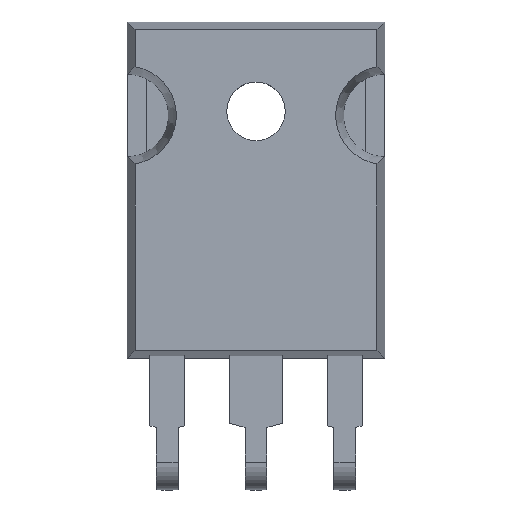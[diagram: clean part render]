
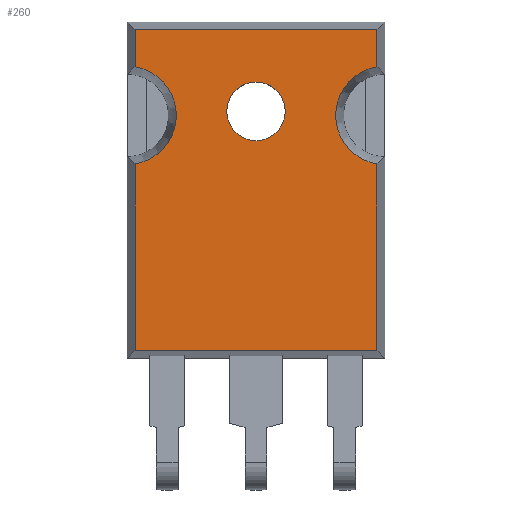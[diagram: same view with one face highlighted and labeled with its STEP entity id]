
A CAD part, top view. The second image highlights one B-rep face of the part: STEP entity #260.
In plain terms, the highlighted planar face has unit normal (0, 0, 1).
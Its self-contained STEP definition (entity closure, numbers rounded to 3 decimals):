
#260=ADVANCED_FACE('',(#1087,#1089),#1091,.T.);
#1087=FACE_BOUND('',#1088,.T.);
#1088=EDGE_LOOP('',(#1727,#1728,#1729,#1730,#1731,#1732,#1733,#1734));
#1089=FACE_BOUND('',#1090,.T.);
#1090=EDGE_LOOP('',(#1735));
#1091=PLANE('',#1092);
#1092=AXIS2_PLACEMENT_3D('',#1093,#1094,#1095);
#1093=CARTESIAN_POINT('',(0.,0.,5.3));
#1094=DIRECTION('',(0.,0.,1.));
#1095=DIRECTION('',(1.,0.,0.));
#1727=ORIENTED_EDGE('',*,*,#2143,.T.);
#1728=ORIENTED_EDGE('',*,*,#2139,.T.);
#1729=ORIENTED_EDGE('',*,*,#2144,.T.);
#1730=ORIENTED_EDGE('',*,*,#2132,.T.);
#1731=ORIENTED_EDGE('',*,*,#2145,.T.);
#1732=ORIENTED_EDGE('',*,*,#2136,.T.);
#1733=ORIENTED_EDGE('',*,*,#2146,.T.);
#1734=ORIENTED_EDGE('',*,*,#2141,.T.);
#1735=ORIENTED_EDGE('',*,*,#2147,.T.);
#2132=EDGE_CURVE('',#2396,#2394,#2397,.T.);
#2136=EDGE_CURVE('',#2399,#2401,#2403,.T.);
#2139=EDGE_CURVE('',#2404,#2406,#2408,.T.);
#2141=EDGE_CURVE('',#2411,#2409,#2412,.T.);
#2143=EDGE_CURVE('',#2409,#2404,#2414,.F.);
#2144=EDGE_CURVE('',#2406,#2396,#2415,.T.);
#2145=EDGE_CURVE('',#2394,#2399,#2416,.F.);
#2146=EDGE_CURVE('',#2401,#2411,#2417,.T.);
#2147=EDGE_CURVE('',#2418,#2418,#2419,.F.);
#2394=VERTEX_POINT('',#2867);
#2396=VERTEX_POINT('',#2876);
#2397=LINE('',#2877,#2878);
#2399=VERTEX_POINT('',#2883);
#2401=VERTEX_POINT('',#2892);
#2403=LINE('',#2896,#2897);
#2404=VERTEX_POINT('',#2899);
#2406=VERTEX_POINT('',#2908);
#2408=LINE('',#2912,#2913);
#2409=VERTEX_POINT('',#2915);
#2411=VERTEX_POINT('',#2924);
#2412=LINE('',#2925,#2926);
#2414=CIRCLE('',#2931,3.023);
#2415=LINE('',#2935,#2936);
#2416=CIRCLE('',#2938,3.023);
#2417=LINE('',#2942,#2943);
#2418=VERTEX_POINT('',#2945);
#2419=CIRCLE('',#2946,1.8);
#2867=CARTESIAN_POINT('',(-7.442,25.594,5.3));
#2876=CARTESIAN_POINT('',(-7.442,27.877,5.3));
#2877=CARTESIAN_POINT('',(-7.442,27.877,5.3));
#2878=VECTOR('',#2879,1.);
#2879=DIRECTION('',(0.,-1.,0.));
#2883=CARTESIAN_POINT('',(-7.442,19.626,5.3));
#2892=CARTESIAN_POINT('',(-7.442,8.143,5.3));
#2896=CARTESIAN_POINT('',(-7.442,19.626,5.3));
#2897=VECTOR('',#2898,1.);
#2898=DIRECTION('',(0.,-1.,0.));
#2899=CARTESIAN_POINT('',(7.442,25.594,5.3));
#2908=CARTESIAN_POINT('',(7.442,27.877,5.3));
#2912=CARTESIAN_POINT('',(7.442,25.594,5.3));
#2913=VECTOR('',#2914,1.);
#2914=DIRECTION('',(0.,1.,0.));
#2915=CARTESIAN_POINT('',(7.442,19.626,5.3));
#2924=CARTESIAN_POINT('',(7.442,8.143,5.3));
#2925=CARTESIAN_POINT('',(7.442,8.143,5.3));
#2926=VECTOR('',#2927,1.);
#2927=DIRECTION('',(0.,1.,0.));
#2931=AXIS2_PLACEMENT_3D('',#2932,#2933,#2934);
#2932=CARTESIAN_POINT('',(7.925,22.61,5.3));
#2933=DIRECTION('',(0.,0.,1.));
#2934=DIRECTION('',(-0.16,0.987,0.));
#2935=CARTESIAN_POINT('',(7.442,27.877,5.3));
#2936=VECTOR('',#2937,1.);
#2937=DIRECTION('',(-1.,0.,0.));
#2938=AXIS2_PLACEMENT_3D('',#2939,#2940,#2941);
#2939=CARTESIAN_POINT('',(-7.925,22.61,5.3));
#2940=DIRECTION('',(0.,0.,1.));
#2941=DIRECTION('',(0.16,-0.987,0.));
#2942=CARTESIAN_POINT('',(-7.442,8.143,5.3));
#2943=VECTOR('',#2944,1.);
#2944=DIRECTION('',(1.,0.,0.));
#2945=CARTESIAN_POINT('',(1.8,22.86,5.3));
#2946=AXIS2_PLACEMENT_3D('',#2947,#2948,#2949);
#2947=CARTESIAN_POINT('',(0.,22.86,5.3));
#2948=DIRECTION('',(0.,0.,1.));
#2949=DIRECTION('',(1.,0.,0.));
